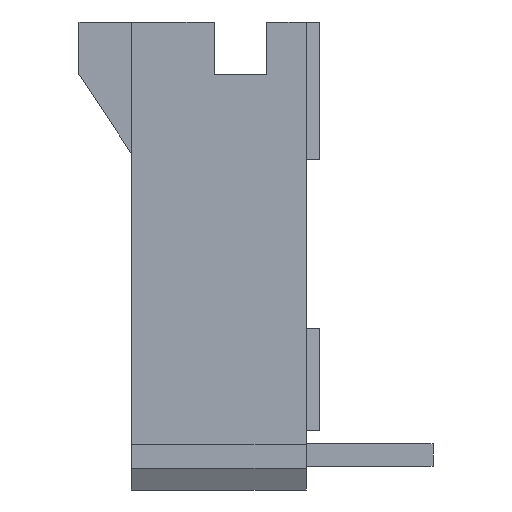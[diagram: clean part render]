
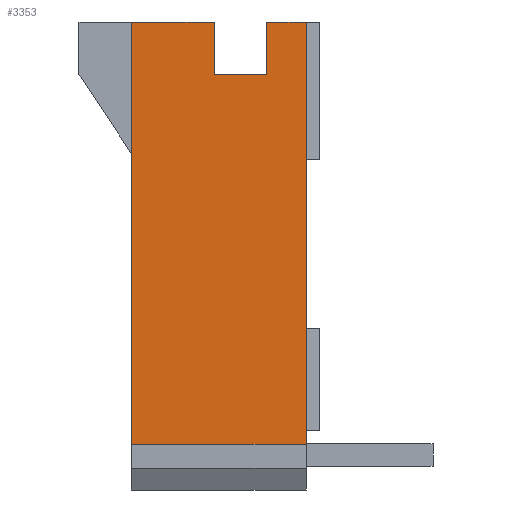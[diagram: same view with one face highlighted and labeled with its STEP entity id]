
A CAD part, left-side view. The second image highlights one B-rep face of the part: STEP entity #3353.
In plain terms, the highlighted planar face has unit normal (-1, 0, 0).
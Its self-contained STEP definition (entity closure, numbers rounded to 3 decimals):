
#134=DIRECTION('',(0.,0.,1.));
#135=VECTOR('',#134,1.52);
#136=CARTESIAN_POINT('',(-12.635,0.13,-1.52));
#137=LINE('',#136,#135);
#138=DIRECTION('',(0.,1.,0.));
#139=VECTOR('',#138,1.52);
#140=CARTESIAN_POINT('',(-12.635,-1.39,-1.52));
#141=LINE('',#140,#139);
#142=DIRECTION('',(0.,0.,-1.));
#143=VECTOR('',#142,1.52);
#144=CARTESIAN_POINT('',(-12.635,-1.39,0.));
#145=LINE('',#144,#143);
#146=DIRECTION('',(0.,-1.,0.));
#147=VECTOR('',#146,1.15);
#148=CARTESIAN_POINT('',(-12.635,-1.39,0.));
#149=LINE('',#148,#147);
#150=DIRECTION('',(0.,0.,-1.));
#151=VECTOR('',#150,12.255);
#152=CARTESIAN_POINT('',(-12.635,-2.54,0.));
#153=LINE('',#152,#151);
#154=DIRECTION('',(0.,1.,0.));
#155=VECTOR('',#154,5.08);
#156=CARTESIAN_POINT('',(-12.635,-2.54,-12.255));
#157=LINE('',#156,#155);
#158=DIRECTION('',(0.,-1.,0.));
#159=VECTOR('',#158,2.41);
#160=CARTESIAN_POINT('',(-12.635,2.54,0.));
#161=LINE('',#160,#159);
#2172=DIRECTION('',(0.,0.,-1.));
#2173=VECTOR('',#2172,12.255);
#2174=CARTESIAN_POINT('',(-12.635,2.54,0.));
#2175=LINE('',#2174,#2173);
#2622=CARTESIAN_POINT('',(-12.635,-2.54,0.));
#2623=CARTESIAN_POINT('',(-12.635,-2.54,-12.255));
#2624=VERTEX_POINT('',#2622);
#2625=VERTEX_POINT('',#2623);
#2628=CARTESIAN_POINT('',(-12.635,0.13,-1.52));
#2629=CARTESIAN_POINT('',(-12.635,0.13,0.));
#2630=VERTEX_POINT('',#2628);
#2631=VERTEX_POINT('',#2629);
#2660=CARTESIAN_POINT('',(-12.635,-1.39,0.));
#2661=CARTESIAN_POINT('',(-12.635,-1.39,-1.52));
#2662=VERTEX_POINT('',#2660);
#2663=VERTEX_POINT('',#2661);
#2720=CARTESIAN_POINT('',(-12.635,2.54,0.));
#2721=VERTEX_POINT('',#2720);
#2742=CARTESIAN_POINT('',(-12.635,2.54,-12.255));
#2743=VERTEX_POINT('',#2742);
#3330=CARTESIAN_POINT('',(-12.635,0.,0.));
#3331=DIRECTION('',(1.,0.,0.));
#3332=DIRECTION('',(0.,0.,-1.));
#3333=AXIS2_PLACEMENT_3D('',#3330,#3331,#3332);
#3334=PLANE('',#3333);
#3336=ORIENTED_EDGE('',*,*,#3335,.F.);
#3338=ORIENTED_EDGE('',*,*,#3337,.F.);
#3340=ORIENTED_EDGE('',*,*,#3339,.F.);
#3342=ORIENTED_EDGE('',*,*,#3341,.T.);
#3344=ORIENTED_EDGE('',*,*,#3343,.T.);
#3346=ORIENTED_EDGE('',*,*,#3345,.T.);
#3348=ORIENTED_EDGE('',*,*,#3347,.F.);
#3350=ORIENTED_EDGE('',*,*,#3349,.T.);
#3351=EDGE_LOOP('',(#3336,#3338,#3340,#3342,#3344,#3346,#3348,#3350));
#3352=FACE_OUTER_BOUND('',#3351,.F.);
#3335=EDGE_CURVE('',#2630,#2631,#137,.T.);
#3337=EDGE_CURVE('',#2663,#2630,#141,.T.);
#3339=EDGE_CURVE('',#2662,#2663,#145,.T.);
#3341=EDGE_CURVE('',#2662,#2624,#149,.T.);
#3343=EDGE_CURVE('',#2624,#2625,#153,.T.);
#3345=EDGE_CURVE('',#2625,#2743,#157,.T.);
#3347=EDGE_CURVE('',#2721,#2743,#2175,.T.);
#3349=EDGE_CURVE('',#2721,#2631,#161,.T.);
#3353=ADVANCED_FACE('',(#3352),#3334,.F.);
